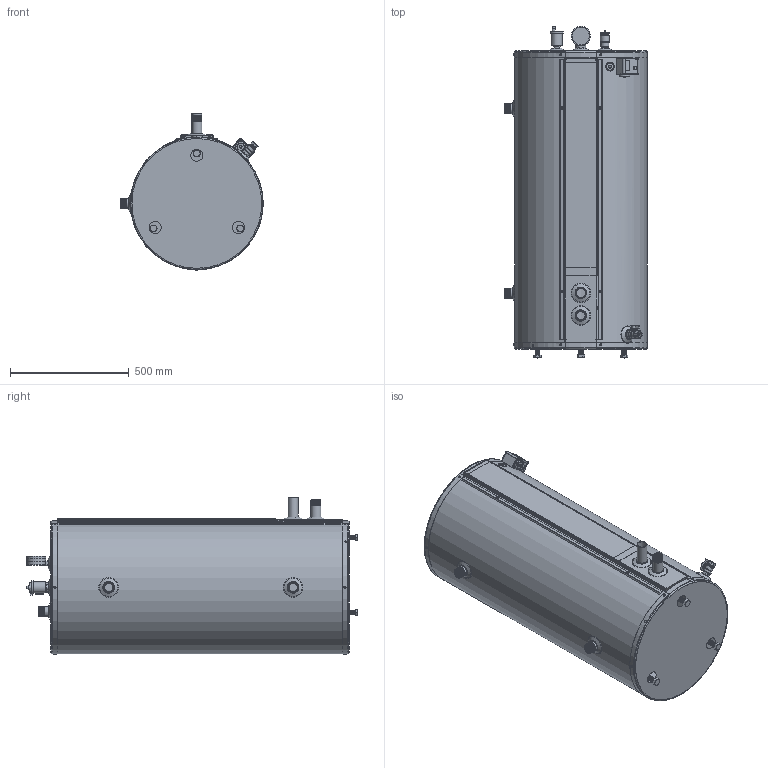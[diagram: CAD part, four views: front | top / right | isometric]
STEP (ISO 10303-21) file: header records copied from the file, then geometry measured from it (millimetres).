
FILE_DESCRIPTION (( 'STEP AP214' ), '1' );
FILE_NAME ('Turbomax 44-TXT(OPTION).STEP', '2019-09-26T19:27:12', ( '' ), ( '' ), 'SwSTEP 2.0', 'SolidWorks 2019', '' );
FILE_SCHEMA (( 'AUTOMOTIVE_DESIGN' ));
Length unit declared in the file: inch
Products named in the file (1): Turbomax 44-TXT(OPTION)
Bounding box: 606.82 x 1400.05 x 662.24 mm (x, y, z)
Volume: 3563813.5 mm3; surface area: 6450330.9 mm2
Topology: 66 solids, 67 shells, 2424 faces, 5484 edges, 3243 vertices
Faces by surface type: plane 899, cone 715, cylinder 603, bspline 112, torus 81, sphere 14
Full cylindrical faces by diameter (mm): 3.566 x220, 4.039 x2, 4.763 x10, 4.826 x20, 5.08 x2, 5.105 x14, 5.588 x2, 7.937 x1, 9.474 x20, 11.113 x1, 12.065 x1, 12.7 x2, 13.97 x1, 14.097 x1, 14.288 x1, 15.037 x1, 19.05 x72, 20.93 x1, 21.59 x2, 22.225 x2, 23.012 x3, 25.4 x4, 26.67 x1, 30.353 x1, 30.607 x1, 32.131 x1, 32.69 x1, 33.338 x1, 33.655 x1, 33.909 x1
Entity records: 127566 total; most frequent: CARTESIAN_POINT 46911, DIRECTION 10126, ORIENTED_EDGE 8502, EDGE_CURVE 4251, AXIS2_PLACEMENT_3D 4039, EDGE_LOOP 3730, VERTEX_POINT 3153, FACE_OUTER_BOUND 2909
